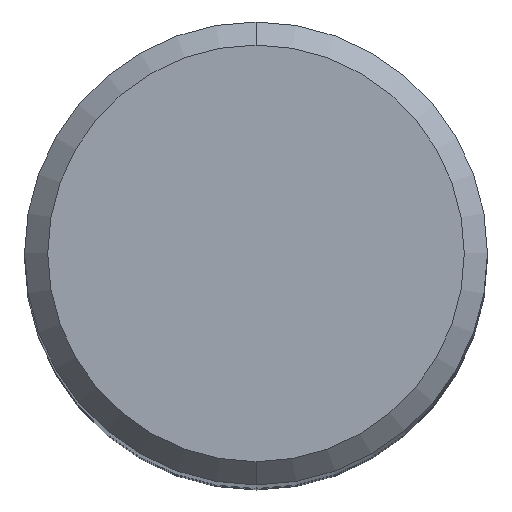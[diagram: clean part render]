
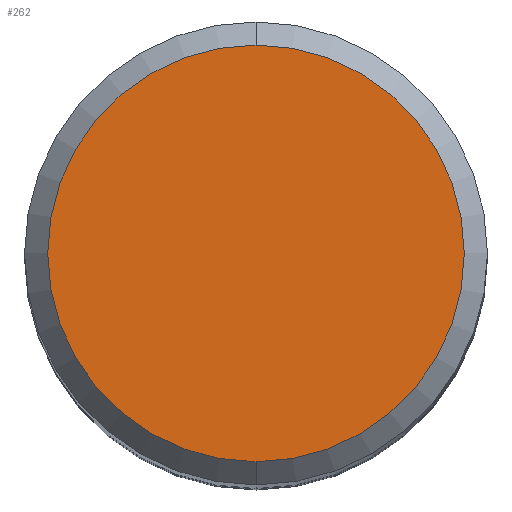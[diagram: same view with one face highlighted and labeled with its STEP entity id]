
A CAD part, top view. The second image highlights one B-rep face of the part: STEP entity #262.
In plain terms, the highlighted planar face has unit normal (0, 0, 1).
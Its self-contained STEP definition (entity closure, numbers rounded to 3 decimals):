
#254=VERTEX_POINT('',#628);
#262=ADVANCED_FACE('',(#636),#637,.T.);
#306=VERTEX_POINT('',#687);
#406=EDGE_CURVE('',#254,#306,#796,.T.);
#482=EDGE_CURVE('',#306,#254,#877,.T.);
#628=CARTESIAN_POINT('',(0.,-7.2,0.0));
#636=FACE_OUTER_BOUND('',#1083,.T.);
#637=PLANE('',#1084);
#687=CARTESIAN_POINT('',(0.0,7.2,0.0));
#796=CIRCLE('',#1434,7.2);
#877=CIRCLE('',#1594,7.2);
#1083=EDGE_LOOP('',(#1839,#1840));
#1084=AXIS2_PLACEMENT_3D('',#1841,#1842,#1843);
#1434=AXIS2_PLACEMENT_3D('',#2015,#2016,#2017);
#1594=AXIS2_PLACEMENT_3D('',#2085,#2086,#2087);
#1839=ORIENTED_EDGE('',*,*,#482,.F.);
#1840=ORIENTED_EDGE('',*,*,#406,.F.);
#1841=CARTESIAN_POINT('',(0.0,3.6,0.0));
#1842=DIRECTION('',(-0.0,0.0,1.0));
#1843=DIRECTION('',(0.0,-1.0,0.0));
#2015=CARTESIAN_POINT('',(0.0,0.0,0.0));
#2016=DIRECTION('',(0.0,0.0,-1.0));
#2017=DIRECTION('',(0.0,1.0,0.0));
#2085=CARTESIAN_POINT('',(0.0,0.0,0.0));
#2086=DIRECTION('',(0.0,0.0,-1.0));
#2087=DIRECTION('',(0.0,1.0,0.0));
